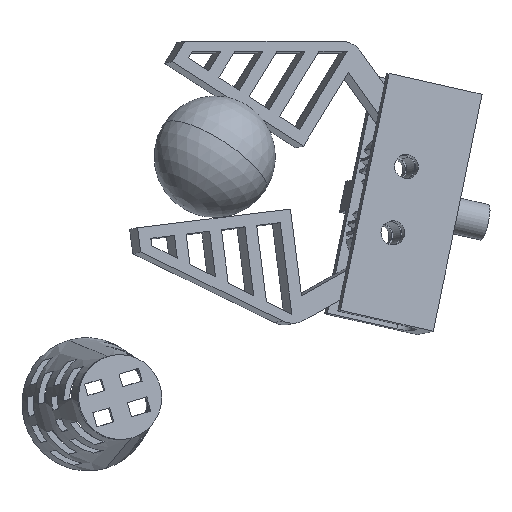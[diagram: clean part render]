
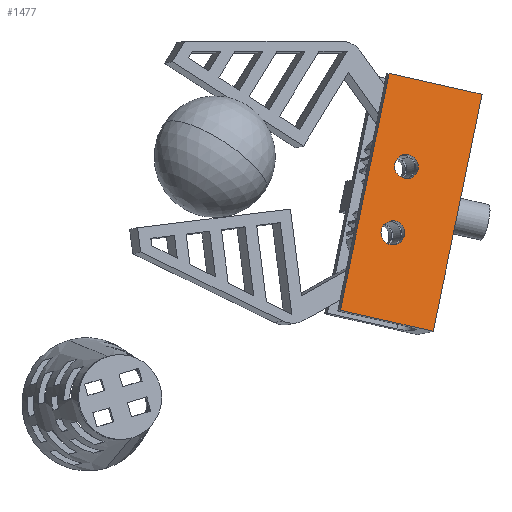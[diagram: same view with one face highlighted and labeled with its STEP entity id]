
A CAD part, top view. The second image highlights one B-rep face of the part: STEP entity #1477.
In plain terms, the highlighted face is planar.
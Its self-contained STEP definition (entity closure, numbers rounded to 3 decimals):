
#232 = CARTESIAN_POINT ( 'NONE',  ( 0., 5., 100. ) ) ;
#315 = DIRECTION ( 'NONE',  ( -1., 0., 0. ) ) ;
#483 = VERTEX_POINT ( 'NONE', #11411 ) ;
#710 = DIRECTION ( 'NONE',  ( 0., -1., 0. ) ) ;
#1315 = EDGE_CURVE ( 'NONE', #483, #6368, #3685, .T. ) ;
#1477 = ADVANCED_FACE ( 'NONE', ( #4685, #6507, #2975 ), #5682, .F. ) ;
#1556 = VERTEX_POINT ( 'NONE', #2046 ) ;
#2046 = CARTESIAN_POINT ( 'NONE',  ( 0., 5., 0. ) ) ;
#2087 = VECTOR ( 'NONE', #315, 1000. ) ;
#2117 = EDGE_CURVE ( 'NONE', #6274, #2229, #9649, .T. ) ;
#2229 = VERTEX_POINT ( 'NONE', #3739 ) ;
#2365 = VERTEX_POINT ( 'NONE', #6201 ) ;
#2408 = VECTOR ( 'NONE', #6448, 1000. ) ;
#2506 = CARTESIAN_POINT ( 'NONE',  ( 10., 5., 64. ) ) ;
#2557 = VECTOR ( 'NONE', #8803, 1000. ) ;
#2901 = CARTESIAN_POINT ( 'NONE',  ( 15., 5., 36. ) ) ;
#2975 = FACE_BOUND ( 'NONE', #11110, .T. ) ;
#3253 = DIRECTION ( 'NONE',  ( 0., 1., 0. ) ) ;
#3506 = CARTESIAN_POINT ( 'NONE',  ( 15., 5., 64. ) ) ;
#3685 = CIRCLE ( 'NONE', #9683, 5. ) ;
#3739 = CARTESIAN_POINT ( 'NONE',  ( 40., 5., 0. ) ) ;
#3865 = AXIS2_PLACEMENT_3D ( 'NONE', #2901, #7426, #6549 ) ;
#4118 = EDGE_LOOP ( 'NONE', ( #7377, #9189, #5691, #7172 ) ) ;
#4131 = AXIS2_PLACEMENT_3D ( 'NONE', #8380, #6567, #11117 ) ;
#4254 = ORIENTED_EDGE ( 'NONE', *, *, #6559, .T. ) ;
#4412 = VERTEX_POINT ( 'NONE', #11291 ) ;
#4572 = ORIENTED_EDGE ( 'NONE', *, *, #7564, .T. ) ;
#4685 = FACE_OUTER_BOUND ( 'NONE', #4118, .T. ) ;
#4923 = ORIENTED_EDGE ( 'NONE', *, *, #1315, .F. ) ;
#4935 = LINE ( 'NONE', #6754, #2087 ) ;
#5007 = AXIS2_PLACEMENT_3D ( 'NONE', #8742, #710, #11247 ) ;
#5682 = PLANE ( 'NONE',  #4131 ) ;
#5691 = ORIENTED_EDGE ( 'NONE', *, *, #8867, .F. ) ;
#6179 = EDGE_CURVE ( 'NONE', #2365, #1556, #9146, .T. ) ;
#6201 = CARTESIAN_POINT ( 'NONE',  ( 0., 5., 100. ) ) ;
#6274 = VERTEX_POINT ( 'NONE', #8810 ) ;
#6309 = VECTOR ( 'NONE', #7839, 1000. ) ;
#6368 = VERTEX_POINT ( 'NONE', #2506 ) ;
#6448 = DIRECTION ( 'NONE',  ( 0., 0., -1. ) ) ;
#6507 = FACE_BOUND ( 'NONE', #10294, .T. ) ;
#6549 = DIRECTION ( 'NONE',  ( 1., 0., 0. ) ) ;
#6559 = EDGE_CURVE ( 'NONE', #4412, #11505, #8933, .T. ) ;
#6567 = DIRECTION ( 'NONE',  ( 0., -1., 0. ) ) ;
#6754 = CARTESIAN_POINT ( 'NONE',  ( 40., 5., 0. ) ) ;
#7172 = ORIENTED_EDGE ( 'NONE', *, *, #2117, .T. ) ;
#7216 = DIRECTION ( 'NONE',  ( 0., 1., 0. ) ) ;
#7312 = CARTESIAN_POINT ( 'NONE',  ( 10., 5., 36. ) ) ;
#7377 = ORIENTED_EDGE ( 'NONE', *, *, #10873, .T. ) ;
#7426 = DIRECTION ( 'NONE',  ( 0., -1., 0. ) ) ;
#7564 = EDGE_CURVE ( 'NONE', #11505, #4412, #9504, .T. ) ;
#7839 = DIRECTION ( 'NONE',  ( 0., 0., -1. ) ) ;
#7878 = ORIENTED_EDGE ( 'NONE', *, *, #9847, .F. ) ;
#8380 = CARTESIAN_POINT ( 'NONE',  ( 40., 5., 100. ) ) ;
#8742 = CARTESIAN_POINT ( 'NONE',  ( 15., 5., 36. ) ) ;
#8803 = DIRECTION ( 'NONE',  ( -1., 0., 0. ) ) ;
#8810 = CARTESIAN_POINT ( 'NONE',  ( 40., 5., 100. ) ) ;
#8854 = DIRECTION ( 'NONE',  ( -1., 0., 0. ) ) ;
#8867 = EDGE_CURVE ( 'NONE', #6274, #2365, #9678, .T. ) ;
#8933 = CIRCLE ( 'NONE', #3865, 5. ) ;
#9146 = LINE ( 'NONE', #232, #2408 ) ;
#9189 = ORIENTED_EDGE ( 'NONE', *, *, #6179, .F. ) ;
#9504 = CIRCLE ( 'NONE', #5007, 5. ) ;
#9649 = LINE ( 'NONE', #10521, #6309 ) ;
#9678 = LINE ( 'NONE', #11540, #2557 ) ;
#9683 = AXIS2_PLACEMENT_3D ( 'NONE', #3506, #7216, #8854 ) ;
#9847 = EDGE_CURVE ( 'NONE', #6368, #483, #11454, .T. ) ;
#10294 = EDGE_LOOP ( 'NONE', ( #4572, #4254 ) ) ;
#10521 = CARTESIAN_POINT ( 'NONE',  ( 40., 5., 100. ) ) ;
#10873 = EDGE_CURVE ( 'NONE', #2229, #1556, #4935, .T. ) ;
#10900 = AXIS2_PLACEMENT_3D ( 'NONE', #11285, #3253, #11574 ) ;
#11110 = EDGE_LOOP ( 'NONE', ( #7878, #4923 ) ) ;
#11117 = DIRECTION ( 'NONE',  ( 1., 0., 0. ) ) ;
#11247 = DIRECTION ( 'NONE',  ( 1., 0., 0. ) ) ;
#11285 = CARTESIAN_POINT ( 'NONE',  ( 15., 5., 64. ) ) ;
#11291 = CARTESIAN_POINT ( 'NONE',  ( 20., 5., 36. ) ) ;
#11411 = CARTESIAN_POINT ( 'NONE',  ( 20., 5., 64. ) ) ;
#11454 = CIRCLE ( 'NONE', #10900, 5. ) ;
#11505 = VERTEX_POINT ( 'NONE', #7312 ) ;
#11540 = CARTESIAN_POINT ( 'NONE',  ( 40., 5., 100. ) ) ;
#11574 = DIRECTION ( 'NONE',  ( -1., 0., 0. ) ) ;
